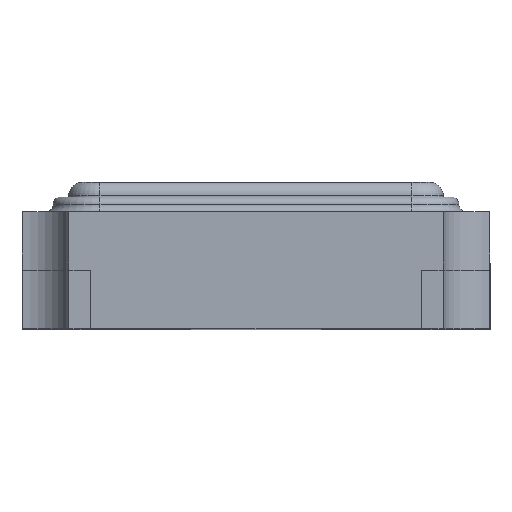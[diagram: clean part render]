
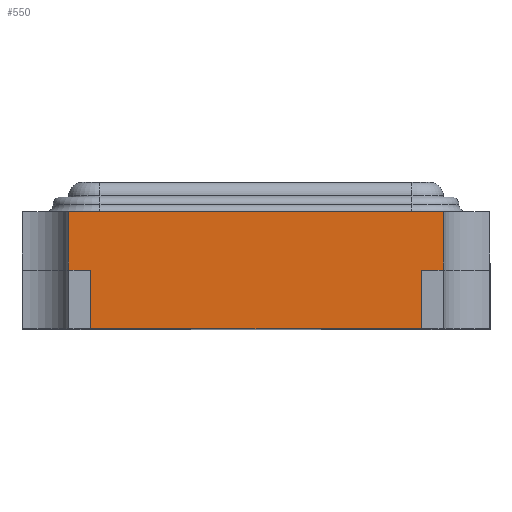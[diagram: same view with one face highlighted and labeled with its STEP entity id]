
A CAD part, top view. The second image highlights one B-rep face of the part: STEP entity #550.
In plain terms, the highlighted planar face has unit normal (0, 0, 1).
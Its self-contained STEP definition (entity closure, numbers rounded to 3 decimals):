
#69 = EDGE_CURVE ( 'NONE', #622, #765, #3512, .T. ) ;
#90 = CARTESIAN_POINT ( 'NONE',  ( 0.565, 1.087, 1. ) ) ;
#136 = VECTOR ( 'NONE', #1264, 1000. ) ;
#175 = CARTESIAN_POINT ( 'NONE',  ( 0.64, 0.2, 1. ) ) ;
#273 = ORIENTED_EDGE ( 'NONE', *, *, #361, .F. ) ;
#361 = EDGE_CURVE ( 'NONE', #3370, #622, #2770, .T. ) ;
#378 = EDGE_CURVE ( 'NONE', #765, #3615, #1828, .T. ) ;
#473 = FACE_OUTER_BOUND ( 'NONE', #2650, .T. ) ;
#550 = ADVANCED_FACE ( 'NONE', ( #473 ), #1670, .F. ) ;
#622 = VERTEX_POINT ( 'NONE', #2666 ) ;
#708 = LINE ( 'NONE', #175, #719 ) ;
#719 = VECTOR ( 'NONE', #1333, 1000. ) ;
#765 = VERTEX_POINT ( 'NONE', #1510 ) ;
#885 = CARTESIAN_POINT ( 'NONE',  ( 0.64, 0.4, 1. ) ) ;
#945 = LINE ( 'NONE', #2129, #1802 ) ;
#951 = CARTESIAN_POINT ( 'NONE',  ( -0.64, 0.2, 1. ) ) ;
#967 = DIRECTION ( 'NONE',  ( 1., 0., 0. ) ) ;
#999 = ORIENTED_EDGE ( 'NONE', *, *, #2158, .F. ) ;
#1013 = VECTOR ( 'NONE', #3837, 1000. ) ;
#1026 = CARTESIAN_POINT ( 'NONE',  ( 0.565, 0., 1. ) ) ;
#1033 = ORIENTED_EDGE ( 'NONE', *, *, #378, .F. ) ;
#1264 = DIRECTION ( 'NONE',  ( -1., 0., 0. ) ) ;
#1294 = DIRECTION ( 'NONE',  ( 0., -1., 0. ) ) ;
#1333 = DIRECTION ( 'NONE',  ( -1., 0., 0. ) ) ;
#1502 = VECTOR ( 'NONE', #967, 1000. ) ;
#1510 = CARTESIAN_POINT ( 'NONE',  ( -0.64, 0.4, 1. ) ) ;
#1521 = EDGE_CURVE ( 'NONE', #2752, #3594, #708, .T. ) ;
#1570 = LINE ( 'NONE', #90, #3303 ) ;
#1670 = PLANE ( 'NONE',  #2189 ) ;
#1768 = LINE ( 'NONE', #3526, #1013 ) ;
#1780 = ORIENTED_EDGE ( 'NONE', *, *, #2649, .T. ) ;
#1802 = VECTOR ( 'NONE', #3344, 1000. ) ;
#1810 = CARTESIAN_POINT ( 'NONE',  ( -0.8, 0.4, 1. ) ) ;
#1828 = LINE ( 'NONE', #1810, #1502 ) ;
#1866 = VERTEX_POINT ( 'NONE', #2975 ) ;
#1876 = DIRECTION ( 'NONE',  ( 0., -1., 0. ) ) ;
#1974 = CARTESIAN_POINT ( 'NONE',  ( 0.565, 0.2, 1. ) ) ;
#2096 = ORIENTED_EDGE ( 'NONE', *, *, #69, .F. ) ;
#2129 = CARTESIAN_POINT ( 'NONE',  ( -0.8, 0., 1. ) ) ;
#2158 = EDGE_CURVE ( 'NONE', #3594, #3229, #1570, .T. ) ;
#2189 = AXIS2_PLACEMENT_3D ( 'NONE', #2870, #2958, #3545 ) ;
#2313 = ORIENTED_EDGE ( 'NONE', *, *, #3219, .T. ) ;
#2379 = VECTOR ( 'NONE', #3220, 1000. ) ;
#2616 = CARTESIAN_POINT ( 'NONE',  ( -0.64, 0.4, 1. ) ) ;
#2649 = EDGE_CURVE ( 'NONE', #1866, #3229, #945, .T. ) ;
#2650 = EDGE_LOOP ( 'NONE', ( #2096, #273, #2313, #1780, #999, #3891, #2875, #1033 ) ) ;
#2666 = CARTESIAN_POINT ( 'NONE',  ( -0.64, 0.2, 1. ) ) ;
#2752 = VERTEX_POINT ( 'NONE', #3281 ) ;
#2770 = LINE ( 'NONE', #951, #136 ) ;
#2782 = LINE ( 'NONE', #3054, #3131 ) ;
#2870 = CARTESIAN_POINT ( 'NONE',  ( -0.8, 2.961, 1. ) ) ;
#2875 = ORIENTED_EDGE ( 'NONE', *, *, #3635, .F. ) ;
#2958 = DIRECTION ( 'NONE',  ( 0., 0., -1. ) ) ;
#2975 = CARTESIAN_POINT ( 'NONE',  ( -0.565, 0., 1. ) ) ;
#3054 = CARTESIAN_POINT ( 'NONE',  ( -0.565, 1.087, 1. ) ) ;
#3131 = VECTOR ( 'NONE', #1294, 1000. ) ;
#3219 = EDGE_CURVE ( 'NONE', #3370, #1866, #2782, .T. ) ;
#3220 = DIRECTION ( 'NONE',  ( 0., 1., 0. ) ) ;
#3229 = VERTEX_POINT ( 'NONE', #1026 ) ;
#3281 = CARTESIAN_POINT ( 'NONE',  ( 0.64, 0.2, 1. ) ) ;
#3303 = VECTOR ( 'NONE', #1876, 1000. ) ;
#3344 = DIRECTION ( 'NONE',  ( 1., 0., 0. ) ) ;
#3370 = VERTEX_POINT ( 'NONE', #3758 ) ;
#3512 = LINE ( 'NONE', #2616, #2379 ) ;
#3526 = CARTESIAN_POINT ( 'NONE',  ( 0.64, 0.4, 1. ) ) ;
#3545 = DIRECTION ( 'NONE',  ( -1., 0., 0. ) ) ;
#3594 = VERTEX_POINT ( 'NONE', #1974 ) ;
#3615 = VERTEX_POINT ( 'NONE', #885 ) ;
#3635 = EDGE_CURVE ( 'NONE', #3615, #2752, #1768, .T. ) ;
#3758 = CARTESIAN_POINT ( 'NONE',  ( -0.565, 0.2, 1. ) ) ;
#3837 = DIRECTION ( 'NONE',  ( 0., -1., 0. ) ) ;
#3891 = ORIENTED_EDGE ( 'NONE', *, *, #1521, .F. ) ;
